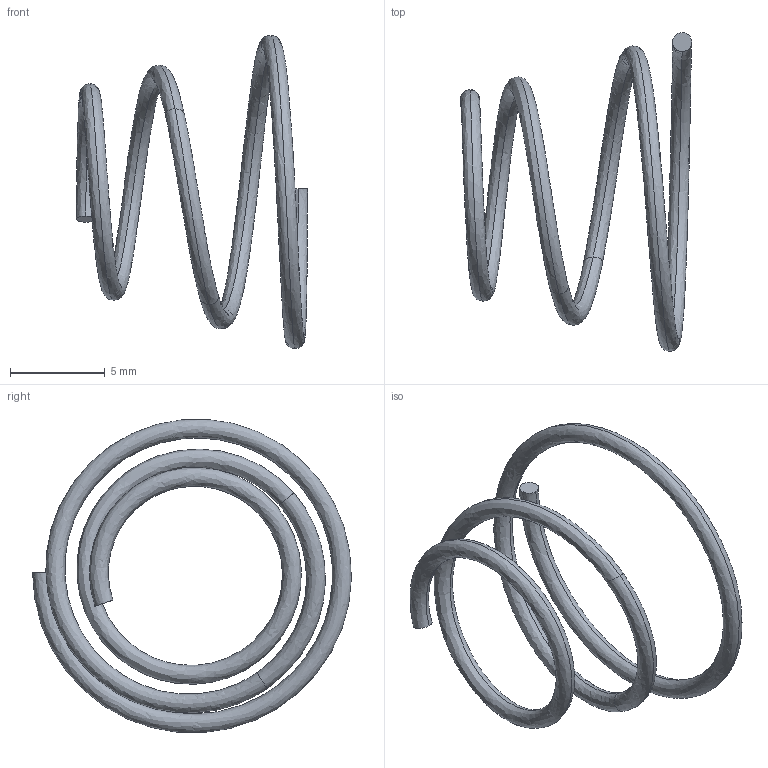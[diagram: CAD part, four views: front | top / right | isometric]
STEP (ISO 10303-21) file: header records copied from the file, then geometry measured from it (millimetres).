
FILE_DESCRIPTION(('produced by SPATIAL CORP'),'2;1');
FILE_NAME( 'back_batt_springr.prt.hh.sat.stp','2002-04-19T14:05:23+00:00',('SPATIAL CORP'),('SPATIAL CORP' ),'ACIS STEP Husk','http://www.spatial.com','SPATIAL CORP');
FILE_SCHEMA(('CONFIG_CONTROL_DESIGN'));
Length unit declared in the file: millimetre
Products named in the file (1): PRODUCT_ID_1
Bounding box: 12.2 x 16.82 x 16.52 mm (x, y, z)
Volume: 97.2 mm3; surface area: 391.8 mm2
Topology: 1 solids, 1 shells, 8 faces, 14 edges, 8 vertices
Faces by surface type: bspline 6, plane 2
Entity records: 15503 total; most frequent: CARTESIAN_POINT 15310, ORIENTED_EDGE 28, EDGE_CURVE 14, B_SPLINE_CURVE_WITH_KNOTS 13, VERTEX_POINT 8, EDGE_LOOP 8, FACE_BOUND 8, ADVANCED_FACE 8
